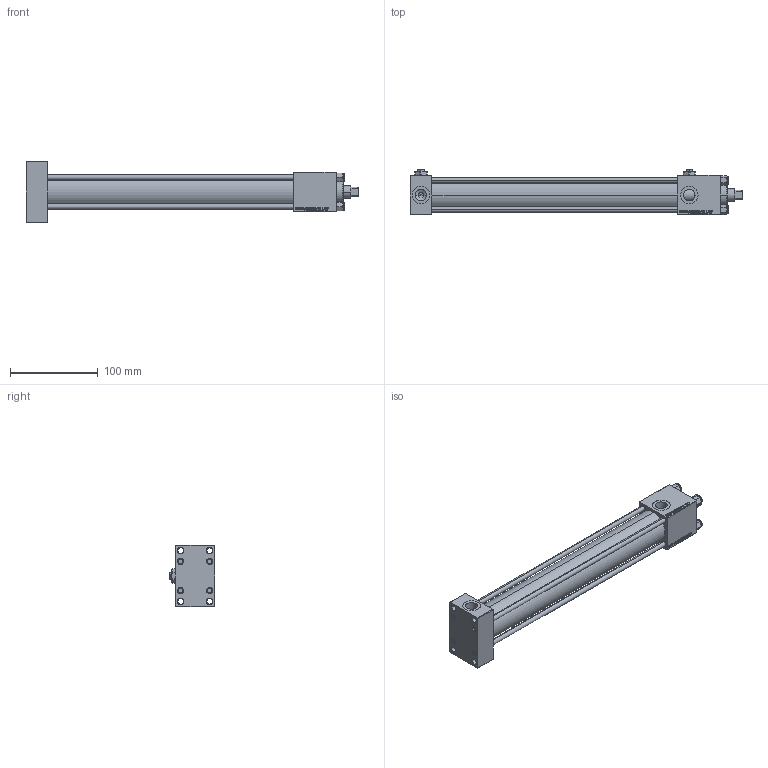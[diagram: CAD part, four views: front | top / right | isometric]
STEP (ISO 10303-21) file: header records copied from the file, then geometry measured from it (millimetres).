
FILE_DESCRIPTION (( 'STEP AP203' ), '1' );
FILE_NAME ('b57f.STEP', '2025-06-11T12:06:49', ( '' ), ( '' ), 'SwSTEP 2.0', 'SolidWorks 2019', '' );
FILE_SCHEMA (( 'CONFIG_CONTROL_DESIGN' ));
Length unit declared in the file: millimetre
Products named in the file (7): NUT_M5_E 7fc86d95691f03e47f21237cbfb8bfae; V215_VC_A 7fc86d95691f03e47f21237cbfb8bfae; b57f; V215CR_TYCINKA_E 7fc86d95691f03e47f21237cbfb8bfae; V215CR_E_Body 7fc86d95691f03e47f21237cbfb8bfae; Zatka_pro_OIL_PORT 7fc86d95691f03e47f21237cbfb8bfae; V215CR_VCP_E 7fc86d95691f03e47f21237cbfb8bfae
Assembly tree (13 placements, depth 2):
  b57f
    V215CR_E_Body 7fc86d95691f03e47f21237cbfb8bfae
    V215CR_VCP_E 7fc86d95691f03e47f21237cbfb8bfae
    V215CR_TYCINKA_E 7fc86d95691f03e47f21237cbfb8bfae  x4
    NUT_M5_E 7fc86d95691f03e47f21237cbfb8bfae  x4
    V215_VC_A 7fc86d95691f03e47f21237cbfb8bfae
    Zatka_pro_OIL_PORT 7fc86d95691f03e47f21237cbfb8bfae  x2
Bounding box: 378 x 52 x 70 mm (x, y, z)
Volume: 355082 mm3; surface area: 156284.4 mm2
Topology: 13 solids, 13 shells, 1235 faces, 3092 edges, 1990 vertices
Faces by surface type: plane 544, bspline 392, cone 194, cylinder 97, torus 8
Entity records: 51997 total; most frequent: CARTESIAN_POINT 27676, ORIENTED_EDGE 5484, DIRECTION 3520, EDGE_CURVE 2742, VERTEX_POINT 1788, LINE 1608, VECTOR 1608, EDGE_LOOP 1210
